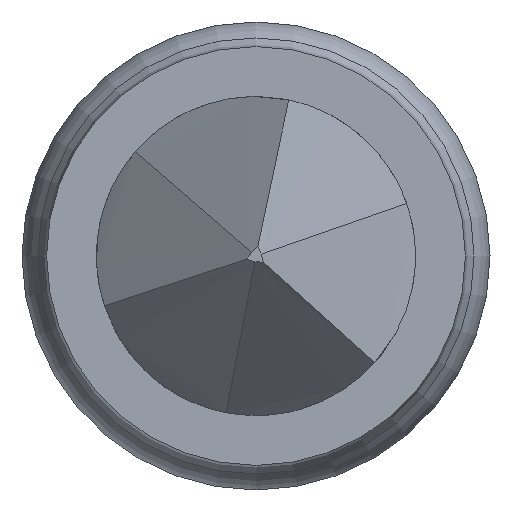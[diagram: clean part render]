
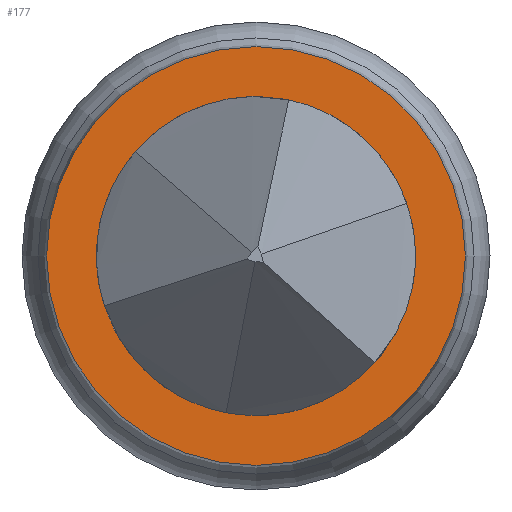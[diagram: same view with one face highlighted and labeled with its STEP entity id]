
A CAD part, left-side view. The second image highlights one B-rep face of the part: STEP entity #177.
In plain terms, the highlighted planar face has unit normal (-1, 0, 0).
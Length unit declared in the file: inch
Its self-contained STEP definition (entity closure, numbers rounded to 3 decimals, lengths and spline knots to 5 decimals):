
#98 = DIRECTION ( 'NONE',  ( 0., 0., 1. ) ) ;
#152 = FACE_OUTER_BOUND ( 'NONE', #905, .T. ) ;
#177 = ADVANCED_FACE ( 'NONE', ( #421, #152 ), #1195, .T. ) ;
#227 = DIRECTION ( 'NONE',  ( -1., 0., 0. ) ) ;
#282 = DIRECTION ( 'NONE',  ( -1., 0., 0. ) ) ;
#292 = CARTESIAN_POINT ( 'NONE',  ( 0., 0., 0. ) ) ;
#299 = DIRECTION ( 'NONE',  ( 0., -1., 0. ) ) ;
#362 = EDGE_CURVE ( 'NONE', #780, #780, #1634, .T. ) ;
#368 = EDGE_LOOP ( 'NONE', ( #1111 ) ) ;
#421 = FACE_BOUND ( 'NONE', #368, .T. ) ;
#541 = DIRECTION ( 'NONE',  ( 0., 0., 1. ) ) ;
#629 = ORIENTED_EDGE ( 'NONE', *, *, #1138, .T. ) ;
#643 = AXIS2_PLACEMENT_3D ( 'NONE', #918, #282, #299 ) ;
#780 = VERTEX_POINT ( 'NONE', #1040 ) ;
#827 = CIRCLE ( 'NONE', #1637, 0.01378 ) ;
#905 = EDGE_LOOP ( 'NONE', ( #629 ) ) ;
#918 = CARTESIAN_POINT ( 'NONE',  ( 0., 0., 0. ) ) ;
#1040 = CARTESIAN_POINT ( 'NONE',  ( 0., -0.0105, 0. ) ) ;
#1111 = ORIENTED_EDGE ( 'NONE', *, *, #362, .F. ) ;
#1138 = EDGE_CURVE ( 'NONE', #1554, #1554, #827, .T. ) ;
#1195 = PLANE ( 'NONE',  #1376 ) ;
#1316 = CARTESIAN_POINT ( 'NONE',  ( 0., 0., 0.01378 ) ) ;
#1376 = AXIS2_PLACEMENT_3D ( 'NONE', #1510, #227, #98 ) ;
#1510 = CARTESIAN_POINT ( 'NONE',  ( 0., 0.0129, 0. ) ) ;
#1554 = VERTEX_POINT ( 'NONE', #1316 ) ;
#1605 = DIRECTION ( 'NONE',  ( -1., 0., 0. ) ) ;
#1634 = CIRCLE ( 'NONE', #643, 0.0105 ) ;
#1637 = AXIS2_PLACEMENT_3D ( 'NONE', #292, #1605, #541 ) ;
